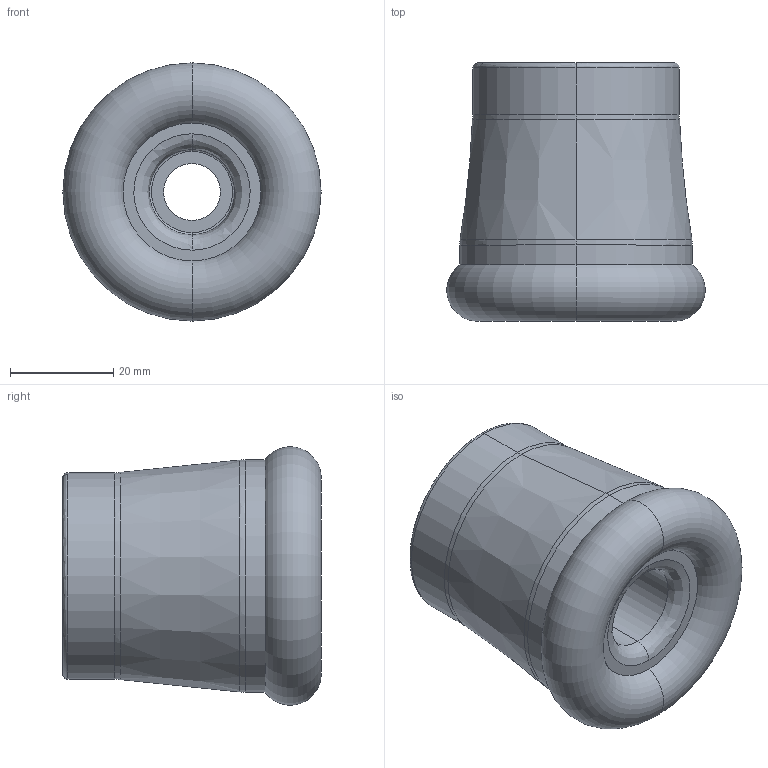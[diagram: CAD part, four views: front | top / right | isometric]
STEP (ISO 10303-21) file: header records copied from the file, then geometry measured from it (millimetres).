
FILE_DESCRIPTION (( 'STEP AP203' ), '1' );
FILE_NAME ('S808-50-50-05-12-.STEP', '2019-04-02T09:46:19', ( '' ), ( '' ), 'SwSTEP 2.0', 'SolidWorks 2018', '' );
FILE_SCHEMA (( 'CONFIG_CONTROL_DESIGN' ));
Length unit declared in the file: millimetre
Products named in the file (1): S808-50-50-05-12-
Bounding box: 49.97 x 50 x 49.97 mm (x, y, z)
Volume: 59081.5 mm3; surface area: 12197.7 mm2
Topology: 1 solids, 1 shells, 33 faces, 66 edges, 38 vertices
Faces by surface type: bspline 12, cylinder 12, plane 5, torus 2, cone 2
Entity records: 1614 total; most frequent: CARTESIAN_POINT 877, DIRECTION 146, ORIENTED_EDGE 132, EDGE_CURVE 66, AXIS2_PLACEMENT_3D 66, CIRCLE 44, EDGE_LOOP 38, VERTEX_POINT 38
